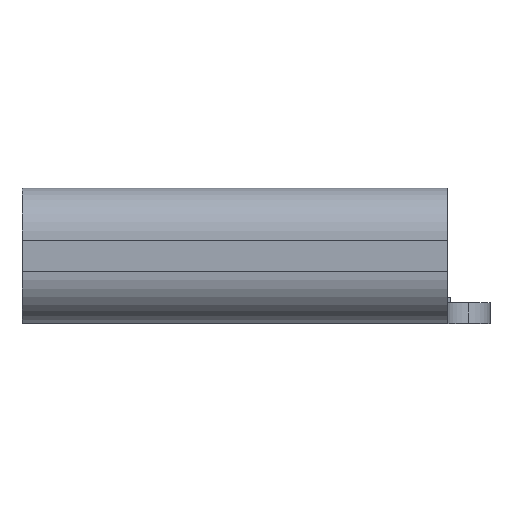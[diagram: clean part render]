
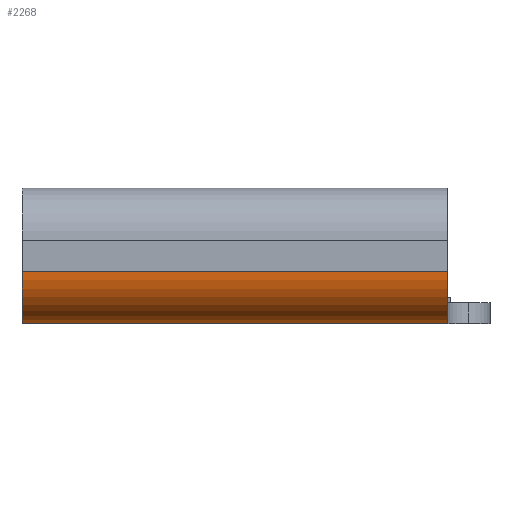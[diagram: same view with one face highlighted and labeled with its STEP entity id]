
A CAD part, top view. The second image highlights one B-rep face of the part: STEP entity #2268.
In plain terms, the highlighted cylindrical face has radius 10 mm (diameter 20 mm), a partial arc.
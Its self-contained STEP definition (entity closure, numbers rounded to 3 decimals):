
#244 = CARTESIAN_POINT ( 'NONE',  ( 0., 0., 8. ) ) ;
#246 = CARTESIAN_POINT ( 'NONE',  ( 0., 10., 18. ) ) ;
#252 = VERTEX_POINT ( 'NONE', #1440 ) ;
#298 = LINE ( 'NONE', #617, #940 ) ;
#530 = ORIENTED_EDGE ( 'NONE', *, *, #1860, .F. ) ;
#598 = FACE_OUTER_BOUND ( 'NONE', #1489, .T. ) ;
#617 = CARTESIAN_POINT ( 'NONE',  ( 0., 0., 8. ) ) ;
#619 = ORIENTED_EDGE ( 'NONE', *, *, #1660, .F. ) ;
#649 = DIRECTION ( 'NONE',  ( -1., 0., 0. ) ) ;
#735 = CARTESIAN_POINT ( 'NONE',  ( 81.75, 10., 8. ) ) ;
#892 = AXIS2_PLACEMENT_3D ( 'NONE', #735, #1785, #1293 ) ;
#902 = LINE ( 'NONE', #1836, #1482 ) ;
#940 = VECTOR ( 'NONE', #1321, 1000. ) ;
#1144 = ORIENTED_EDGE ( 'NONE', *, *, #2180, .F. ) ;
#1238 = EDGE_CURVE ( 'NONE', #1358, #2308, #1344, .T. ) ;
#1278 = VERTEX_POINT ( 'NONE', #1993 ) ;
#1293 = DIRECTION ( 'NONE',  ( 0., 0., 1. ) ) ;
#1302 = ORIENTED_EDGE ( 'NONE', *, *, #1238, .F. ) ;
#1321 = DIRECTION ( 'NONE',  ( -1., 0., 0. ) ) ;
#1334 = AXIS2_PLACEMENT_3D ( 'NONE', #1336, #1855, #1655 ) ;
#1336 = CARTESIAN_POINT ( 'NONE',  ( 0., 10., 8. ) ) ;
#1344 = CIRCLE ( 'NONE', #1643, 10. ) ;
#1358 = VERTEX_POINT ( 'NONE', #244 ) ;
#1440 = CARTESIAN_POINT ( 'NONE',  ( 81.75, 10., 18. ) ) ;
#1482 = VECTOR ( 'NONE', #2014, 1000. ) ;
#1489 = EDGE_LOOP ( 'NONE', ( #1302, #619, #1144, #530 ) ) ;
#1521 = CIRCLE ( 'NONE', #892, 10. ) ;
#1538 = CARTESIAN_POINT ( 'NONE',  ( 0., 10., 8. ) ) ;
#1643 = AXIS2_PLACEMENT_3D ( 'NONE', #1538, #649, #1738 ) ;
#1655 = DIRECTION ( 'NONE',  ( 0., 0., 1. ) ) ;
#1660 = EDGE_CURVE ( 'NONE', #1278, #1358, #298, .T. ) ;
#1738 = DIRECTION ( 'NONE',  ( 0., 0., -1. ) ) ;
#1785 = DIRECTION ( 'NONE',  ( 1., 0., 0. ) ) ;
#1836 = CARTESIAN_POINT ( 'NONE',  ( 81.75, 10., 18. ) ) ;
#1855 = DIRECTION ( 'NONE',  ( -1., 0., 0. ) ) ;
#1860 = EDGE_CURVE ( 'NONE', #2308, #252, #902, .T. ) ;
#1993 = CARTESIAN_POINT ( 'NONE',  ( 81.75, 0., 8. ) ) ;
#2014 = DIRECTION ( 'NONE',  ( 1., 0., 0. ) ) ;
#2023 = CYLINDRICAL_SURFACE ( 'NONE', #1334, 10. ) ;
#2180 = EDGE_CURVE ( 'NONE', #252, #1278, #1521, .T. ) ;
#2268 = ADVANCED_FACE ( 'NONE', ( #598 ), #2023, .T. ) ;
#2308 = VERTEX_POINT ( 'NONE', #246 ) ;
